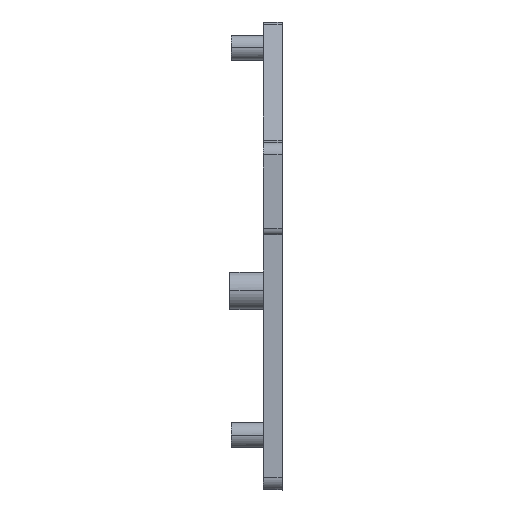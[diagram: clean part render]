
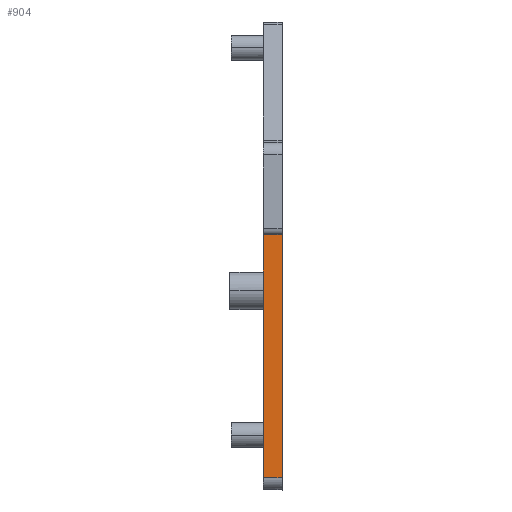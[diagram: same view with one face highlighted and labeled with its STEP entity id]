
A CAD part, front view. The second image highlights one B-rep face of the part: STEP entity #904.
In plain terms, the highlighted planar face has unit normal (0, -1, 0).
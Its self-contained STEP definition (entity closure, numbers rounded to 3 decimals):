
#891=AXIS2_PLACEMENT_3D('Plane Axis2P3D',#888,#889,#890) ;
#128=CARTESIAN_POINT('Vertex',(2.7,10.3,20.45)) ;
#308=CARTESIAN_POINT('Vertex',(2.7,10.3,1.)) ;
#311=CARTESIAN_POINT('Line Origine',(2.7,10.3,10.725)) ;
#465=CARTESIAN_POINT('Vertex',(4.2,10.3,20.45)) ;
#475=CARTESIAN_POINT('Line Origine',(3.45,10.3,20.45)) ;
#868=CARTESIAN_POINT('Line Origine',(3.45,10.3,1.)) ;
#872=CARTESIAN_POINT('Vertex',(4.2,10.3,1.)) ;
#888=CARTESIAN_POINT('Axis2P3D Location',(2.7,10.3,1.)) ;
#893=CARTESIAN_POINT('Line Origine',(4.2,10.3,10.725)) ;
#312=DIRECTION('Vector Direction',(0.,0.,-1.)) ;
#476=DIRECTION('Vector Direction',(-1.,0.,0.)) ;
#869=DIRECTION('Vector Direction',(-1.,0.,0.)) ;
#889=DIRECTION('Axis2P3D Direction',(0.,-1.,0.)) ;
#890=DIRECTION('Axis2P3D XDirection',(0.,0.,-1.)) ;
#894=DIRECTION('Vector Direction',(0.,0.,1.)) ;
#313=VECTOR('Line Direction',#312,1.) ;
#477=VECTOR('Line Direction',#476,1.) ;
#870=VECTOR('Line Direction',#869,1.) ;
#895=VECTOR('Line Direction',#894,1.) ;
#899=ORIENTED_EDGE('',*,*,#479,.T.) ;
#900=ORIENTED_EDGE('',*,*,#315,.T.) ;
#901=ORIENTED_EDGE('',*,*,#874,.T.) ;
#902=ORIENTED_EDGE('',*,*,#897,.T.) ;
#904=ADVANCED_FACE('K\X2\00F6\X0\rper.2 ( *SOL1 - wsp *MASTER -  -Non Smart-  )',(#903),#892,.T.) ;
#315=EDGE_CURVE('',#129,#309,#314,.T.) ;
#479=EDGE_CURVE('',#466,#129,#478,.T.) ;
#874=EDGE_CURVE('',#309,#873,#871,.F.) ;
#897=EDGE_CURVE('',#873,#466,#896,.T.) ;
#898=EDGE_LOOP('',(#899,#900,#901,#902)) ;
#903=FACE_OUTER_BOUND('',#898,.T.) ;
#314=LINE('Line',#311,#313) ;
#478=LINE('Line',#475,#477) ;
#871=LINE('Line',#868,#870) ;
#896=LINE('Line',#893,#895) ;
#892=PLANE('',#891) ;
#129=VERTEX_POINT('',#128) ;
#309=VERTEX_POINT('',#308) ;
#466=VERTEX_POINT('',#465) ;
#873=VERTEX_POINT('',#872) ;
